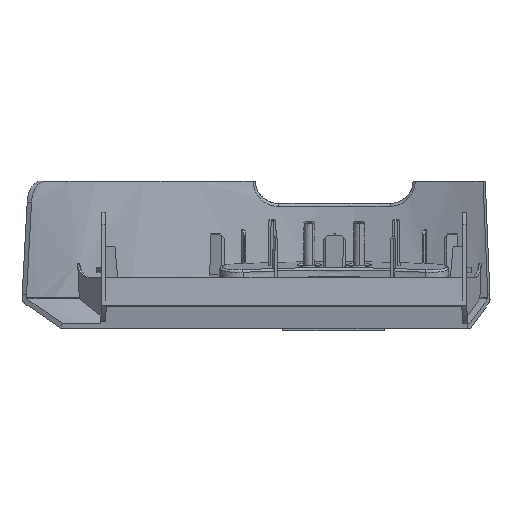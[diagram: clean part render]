
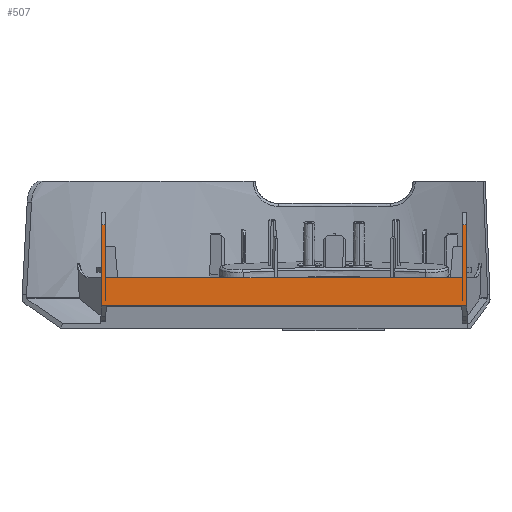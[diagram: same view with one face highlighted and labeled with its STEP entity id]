
A CAD part, front view. The second image highlights one B-rep face of the part: STEP entity #507.
In plain terms, the highlighted planar face has unit normal (0, -1, 0).
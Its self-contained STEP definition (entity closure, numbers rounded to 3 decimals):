
#507=ADVANCED_FACE('',(#1001),#8670,.T.);
#1001=FACE_OUTER_BOUND('',#1553,.T.);
#1553=EDGE_LOOP('',(#3505,#3506,#3507,#3508,#3509,#3510,#3511,#3512,#3513,
#3514,#3515,#3516,#3517,#3518));
#3505=ORIENTED_EDGE('',*,*,#4796,.T.);
#3506=ORIENTED_EDGE('',*,*,#4803,.F.);
#3507=ORIENTED_EDGE('',*,*,#4801,.F.);
#3508=ORIENTED_EDGE('',*,*,#5089,.T.);
#3509=ORIENTED_EDGE('',*,*,#5087,.T.);
#3510=ORIENTED_EDGE('',*,*,#5004,.F.);
#3511=ORIENTED_EDGE('',*,*,#5176,.T.);
#3512=ORIENTED_EDGE('',*,*,#5185,.T.);
#3513=ORIENTED_EDGE('',*,*,#4807,.T.);
#3514=ORIENTED_EDGE('',*,*,#5141,.T.);
#3515=ORIENTED_EDGE('',*,*,#5179,.T.);
#3516=ORIENTED_EDGE('',*,*,#5058,.T.);
#3517=ORIENTED_EDGE('',*,*,#5086,.T.);
#3518=ORIENTED_EDGE('',*,*,#5248,.T.);
#4796=EDGE_CURVE('',#7579,#7582,#6461,.T.);
#4801=EDGE_CURVE('',#7585,#7586,#6466,.T.);
#4803=EDGE_CURVE('',#7586,#7582,#6468,.T.);
#4807=EDGE_CURVE('',#7588,#7587,#6472,.T.);
#5004=EDGE_CURVE('',#7747,#7748,#6612,.T.);
#5058=EDGE_CURVE('',#7790,#7789,#6661,.T.);
#5086=EDGE_CURVE('',#7789,#7812,#6687,.T.);
#5087=EDGE_CURVE('',#7813,#7748,#6688,.T.);
#5089=EDGE_CURVE('',#7585,#7813,#6690,.T.);
#5141=EDGE_CURVE('',#7587,#7860,#6738,.T.);
#5176=EDGE_CURVE('',#7747,#7874,#6773,.T.);
#5179=EDGE_CURVE('',#7860,#7790,#6776,.T.);
#5185=EDGE_CURVE('',#7874,#7588,#6782,.T.);
#5248=EDGE_CURVE('',#7812,#7579,#6823,.T.);
#6461=B_SPLINE_CURVE_WITH_KNOTS('',1,(#12681,#12682),.UNSPECIFIED.,.F.,
 .F.,(2,2),(0.,10.),.UNSPECIFIED.);
#6466=B_SPLINE_CURVE_WITH_KNOTS('',1,(#12691,#12692),.UNSPECIFIED.,.F.,
 .F.,(2,2),(0.,10.),.UNSPECIFIED.);
#6468=B_SPLINE_CURVE_WITH_KNOTS('',1,(#12695,#12696),.UNSPECIFIED.,.F.,
 .F.,(2,2),(-158.082,0.),.UNSPECIFIED.);
#6472=B_SPLINE_CURVE_WITH_KNOTS('',1,(#12703,#12704),.UNSPECIFIED.,.F.,
 .F.,(2,2),(0.091,157.991),.UNSPECIFIED.);
#6612=B_SPLINE_CURVE_WITH_KNOTS('',1,(#13978,#13979),.UNSPECIFIED.,.F.,
 .F.,(2,2),(0.,35.973),.UNSPECIFIED.);
#6661=B_SPLINE_CURVE_WITH_KNOTS('',1,(#14099,#14100),.UNSPECIFIED.,.F.,
 .F.,(2,2),(-35.973,0.),.UNSPECIFIED.);
#6687=B_SPLINE_CURVE_WITH_KNOTS('',1,(#14157,#14158),.UNSPECIFIED.,.F.,
 .F.,(2,2),(-1.526,0.),.UNSPECIFIED.);
#6688=B_SPLINE_CURVE_WITH_KNOTS('',1,(#14159,#14160),.UNSPECIFIED.,.F.,
 .F.,(2,2),(-1.526,0.),.UNSPECIFIED.);
#6690=B_SPLINE_CURVE_WITH_KNOTS('',1,(#14163,#14164),.UNSPECIFIED.,.F.,
 .F.,(2,2),(0.,33.451),.UNSPECIFIED.);
#6738=B_SPLINE_CURVE_WITH_KNOTS('',1,(#14271,#14272),.UNSPECIFIED.,.F.,
 .F.,(2,2),(0.,0.222),.UNSPECIFIED.);
#6773=B_SPLINE_CURVE_WITH_KNOTS('',1,(#14341,#14342),.UNSPECIFIED.,.F.,
 .F.,(2,2),(0.,2.228),.UNSPECIFIED.);
#6776=B_SPLINE_CURVE_WITH_KNOTS('',1,(#14347,#14348),.UNSPECIFIED.,.F.,
 .F.,(2,2),(0.,2.228),.UNSPECIFIED.);
#6782=B_SPLINE_CURVE_WITH_KNOTS('',1,(#14359,#14360),.UNSPECIFIED.,.F.,
 .F.,(2,2),(0.,0.222),.UNSPECIFIED.);
#6823=B_SPLINE_CURVE_WITH_KNOTS('',1,(#14578,#14579),.UNSPECIFIED.,.F.,
 .F.,(2,2),(0.,33.451),.UNSPECIFIED.);
#7579=VERTEX_POINT('',#12118);
#7582=VERTEX_POINT('',#12121);
#7585=VERTEX_POINT('',#12124);
#7586=VERTEX_POINT('',#12125);
#7587=VERTEX_POINT('',#12126);
#7588=VERTEX_POINT('',#12127);
#7747=VERTEX_POINT('',#12286);
#7748=VERTEX_POINT('',#12287);
#7789=VERTEX_POINT('',#12328);
#7790=VERTEX_POINT('',#12329);
#7812=VERTEX_POINT('',#12351);
#7813=VERTEX_POINT('',#12352);
#7860=VERTEX_POINT('',#12399);
#7874=VERTEX_POINT('',#12413);
#8670=PLANE('',#9115);
#9115=AXIS2_PLACEMENT_3D('',#11419,#9505,$);
#9505=DIRECTION('',(0.,-1.,0.));
#11419=CARTESIAN_POINT('',(-103.432,-20.783,-33.683));
#12118=CARTESIAN_POINT('',(56.791,-20.783,-31.162));
#12121=CARTESIAN_POINT('',(56.791,-20.783,-21.162));
#12124=CARTESIAN_POINT('',(-101.291,-20.783,-31.162));
#12125=CARTESIAN_POINT('',(-101.291,-20.783,-21.162));
#12126=CARTESIAN_POINT('',(56.7,-20.783,-33.462));
#12127=CARTESIAN_POINT('',(-101.2,-20.783,-33.462));
#12286=CARTESIAN_POINT('',(-103.432,-20.783,-33.683));
#12287=CARTESIAN_POINT('',(-103.113,-20.783,2.288));
#12328=CARTESIAN_POINT('',(58.613,-20.783,2.288));
#12329=CARTESIAN_POINT('',(58.932,-20.783,-33.683));
#12351=CARTESIAN_POINT('',(57.087,-20.783,2.288));
#12352=CARTESIAN_POINT('',(-101.587,-20.783,2.288));
#12399=CARTESIAN_POINT('',(56.704,-20.783,-33.683));
#12413=CARTESIAN_POINT('',(-101.204,-20.783,-33.683));
#12681=CARTESIAN_POINT('',(56.791,-20.783,-31.162));
#12682=CARTESIAN_POINT('',(56.791,-20.783,-21.162));
#12691=CARTESIAN_POINT('',(-101.291,-20.783,-31.162));
#12692=CARTESIAN_POINT('',(-101.291,-20.783,-21.162));
#12695=CARTESIAN_POINT('',(-101.291,-20.783,-21.162));
#12696=CARTESIAN_POINT('',(56.791,-20.783,-21.162));
#12703=CARTESIAN_POINT('',(-101.2,-20.783,-33.462));
#12704=CARTESIAN_POINT('',(56.7,-20.783,-33.462));
#13978=CARTESIAN_POINT('',(-103.432,-20.783,-33.683));
#13979=CARTESIAN_POINT('',(-103.113,-20.783,2.288));
#14099=CARTESIAN_POINT('',(58.932,-20.783,-33.683));
#14100=CARTESIAN_POINT('',(58.613,-20.783,2.288));
#14157=CARTESIAN_POINT('',(58.613,-20.783,2.288));
#14158=CARTESIAN_POINT('',(57.087,-20.783,2.288));
#14159=CARTESIAN_POINT('',(-101.587,-20.783,2.288));
#14160=CARTESIAN_POINT('',(-103.113,-20.783,2.288));
#14163=CARTESIAN_POINT('',(-101.291,-20.783,-31.162));
#14164=CARTESIAN_POINT('',(-101.587,-20.783,2.288));
#14271=CARTESIAN_POINT('',(56.7,-20.783,-33.462));
#14272=CARTESIAN_POINT('',(56.704,-20.783,-33.683));
#14341=CARTESIAN_POINT('',(-103.432,-20.783,-33.683));
#14342=CARTESIAN_POINT('',(-101.204,-20.783,-33.683));
#14347=CARTESIAN_POINT('',(56.704,-20.783,-33.683));
#14348=CARTESIAN_POINT('',(58.932,-20.783,-33.683));
#14359=CARTESIAN_POINT('',(-101.204,-20.783,-33.683));
#14360=CARTESIAN_POINT('',(-101.2,-20.783,-33.462));
#14578=CARTESIAN_POINT('',(57.087,-20.783,2.288));
#14579=CARTESIAN_POINT('',(56.791,-20.783,-31.162));
